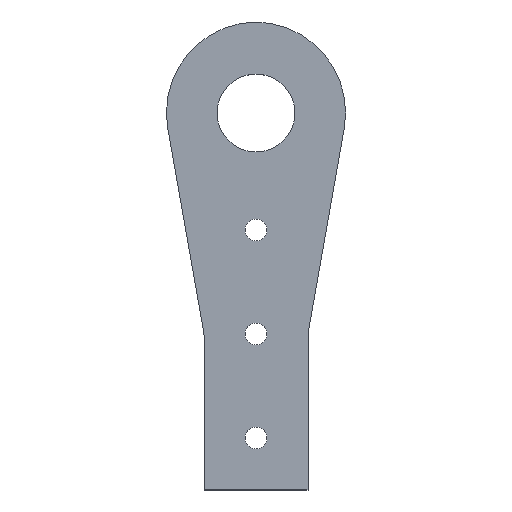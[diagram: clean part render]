
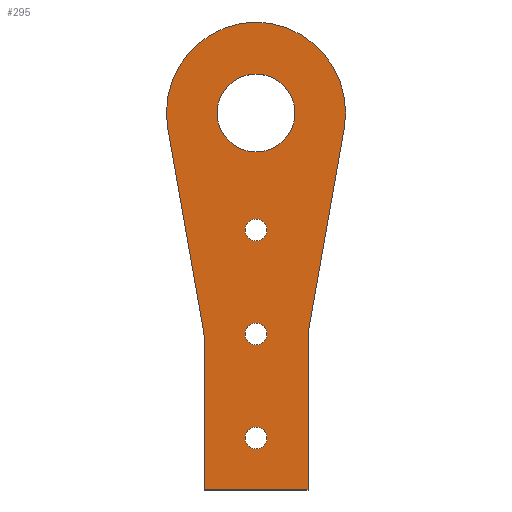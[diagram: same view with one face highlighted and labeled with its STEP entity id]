
A CAD part, top view. The second image highlights one B-rep face of the part: STEP entity #295.
In plain terms, the highlighted planar face has unit normal (0, 0, 1).
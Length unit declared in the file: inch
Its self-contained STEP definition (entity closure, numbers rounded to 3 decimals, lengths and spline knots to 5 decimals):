
#19=FACE_BOUND('',#64,.T.);
#20=FACE_BOUND('',#65,.T.);
#21=FACE_BOUND('',#66,.T.);
#22=FACE_BOUND('',#67,.T.);
#29=PLANE('',#348);
#44=FACE_OUTER_BOUND('',#63,.T.);
#63=EDGE_LOOP('',(#260,#261,#262,#263,#264,#265,#266,#267,#268));
#64=EDGE_LOOP('',(#269));
#65=EDGE_LOOP('',(#270));
#66=EDGE_LOOP('',(#271));
#67=EDGE_LOOP('',(#272));
#72=LINE('',#451,#95);
#77=LINE('',#466,#100);
#83=LINE('',#493,#106);
#88=LINE('',#512,#111);
#90=LINE('',#515,#113);
#95=VECTOR('',#363,0.3937);
#100=VECTOR('',#376,0.3937);
#106=VECTOR('',#406,0.3937);
#111=VECTOR('',#429,0.3937);
#113=VECTOR('',#433,0.3937);
#115=CIRCLE('',#320,0.125);
#117=CIRCLE('',#324,0.125);
#119=CIRCLE('',#328,0.875);
#125=CIRCLE('',#336,0.875);
#126=CIRCLE('',#339,0.10474);
#127=CIRCLE('',#341,0.1045);
#128=CIRCLE('',#343,0.1045);
#129=CIRCLE('',#345,0.37402);
#132=VERTEX_POINT('',#441);
#133=VERTEX_POINT('',#443);
#135=VERTEX_POINT('',#449);
#138=VERTEX_POINT('',#456);
#139=VERTEX_POINT('',#458);
#141=VERTEX_POINT('',#464);
#144=VERTEX_POINT('',#471);
#145=VERTEX_POINT('',#473);
#151=VERTEX_POINT('',#495);
#152=VERTEX_POINT('',#499);
#153=VERTEX_POINT('',#503);
#154=VERTEX_POINT('',#507);
#155=VERTEX_POINT('',#511);
#158=EDGE_CURVE('',#132,#133,#115,.T.);
#162=EDGE_CURVE('',#132,#135,#72,.T.);
#165=EDGE_CURVE('',#138,#139,#117,.T.);
#169=EDGE_CURVE('',#138,#141,#77,.T.);
#172=EDGE_CURVE('',#144,#145,#119,.T.);
#182=EDGE_CURVE('',#145,#141,#125,.T.);
#183=EDGE_CURVE('',#144,#133,#83,.T.);
#184=EDGE_CURVE('',#151,#151,#126,.T.);
#186=EDGE_CURVE('',#152,#152,#127,.T.);
#188=EDGE_CURVE('',#153,#153,#128,.T.);
#190=EDGE_CURVE('',#154,#154,#129,.T.);
#192=EDGE_CURVE('',#155,#139,#88,.T.);
#194=EDGE_CURVE('',#135,#155,#90,.T.);
#260=ORIENTED_EDGE('',*,*,#172,.F.);
#261=ORIENTED_EDGE('',*,*,#183,.T.);
#262=ORIENTED_EDGE('',*,*,#158,.F.);
#263=ORIENTED_EDGE('',*,*,#162,.T.);
#264=ORIENTED_EDGE('',*,*,#194,.T.);
#265=ORIENTED_EDGE('',*,*,#192,.T.);
#266=ORIENTED_EDGE('',*,*,#165,.F.);
#267=ORIENTED_EDGE('',*,*,#169,.T.);
#268=ORIENTED_EDGE('',*,*,#182,.F.);
#269=ORIENTED_EDGE('',*,*,#190,.T.);
#270=ORIENTED_EDGE('',*,*,#188,.T.);
#271=ORIENTED_EDGE('',*,*,#186,.T.);
#272=ORIENTED_EDGE('',*,*,#184,.T.);
#295=ADVANCED_FACE('',(#44,#19,#20,#21,#22),#29,.T.);
#320=AXIS2_PLACEMENT_3D('',#444,#356,#357);
#324=AXIS2_PLACEMENT_3D('',#459,#369,#370);
#328=AXIS2_PLACEMENT_3D('',#474,#382,#383);
#336=AXIS2_PLACEMENT_3D('',#491,#402,#403);
#339=AXIS2_PLACEMENT_3D('',#496,#409,#410);
#341=AXIS2_PLACEMENT_3D('',#500,#414,#415);
#343=AXIS2_PLACEMENT_3D('',#504,#419,#420);
#345=AXIS2_PLACEMENT_3D('',#508,#424,#425);
#348=AXIS2_PLACEMENT_3D('',#516,#434,#435);
#356=DIRECTION('center_axis',(0.,0.,1.));
#357=DIRECTION('ref_axis',(0.996,0.087,0.));
#363=DIRECTION('',(0.,-1.,0.));
#369=DIRECTION('center_axis',(0.,0.,1.));
#370=DIRECTION('ref_axis',(-0.996,0.087,0.));
#376=DIRECTION('',(0.174,0.985,0.));
#382=DIRECTION('center_axis',(0.,0.,-1.));
#383=DIRECTION('ref_axis',(-0.031,1.,0.));
#402=DIRECTION('center_axis',(0.,0.,-1.));
#403=DIRECTION('ref_axis',(0.985,-0.174,0.));
#406=DIRECTION('',(0.174,-0.985,0.));
#409=DIRECTION('center_axis',(0.,0.,-1.));
#410=DIRECTION('ref_axis',(-1.,0.,0.));
#414=DIRECTION('center_axis',(0.,0.,-1.));
#415=DIRECTION('ref_axis',(-1.,0.,0.));
#419=DIRECTION('center_axis',(0.,0.,-1.));
#420=DIRECTION('ref_axis',(-1.,0.,0.));
#424=DIRECTION('center_axis',(0.,0.,-1.));
#425=DIRECTION('ref_axis',(-1.,0.,0.));
#429=DIRECTION('',(0.,1.,0.));
#433=DIRECTION('',(1.,0.,0.));
#434=DIRECTION('center_axis',(0.,0.,1.));
#435=DIRECTION('ref_axis',(1.,0.,0.));
#441=CARTESIAN_POINT('',(0.375,-0.01094,0.13));
#443=CARTESIAN_POINT('',(0.3731,0.01078,0.13));
#444=CARTESIAN_POINT('Origin',(0.25,-0.01094,0.13));
#449=CARTESIAN_POINT('',(0.375,-1.5,0.13));
#451=CARTESIAN_POINT('',(0.375,0.,0.13));
#456=CARTESIAN_POINT('',(1.3769,0.01078,0.13));
#458=CARTESIAN_POINT('',(1.375,-0.01094,0.13));
#459=CARTESIAN_POINT('Origin',(1.5,-0.01094,0.13));
#464=CARTESIAN_POINT('',(1.72317,1.97294,0.13));
#466=CARTESIAN_POINT('',(1.375,0.,0.13));
#471=CARTESIAN_POINT('',(0.02676,1.97335,0.13));
#473=CARTESIAN_POINT('',(0.86148,3.,0.13));
#474=CARTESIAN_POINT('Origin',(0.88845,2.12542,0.13));
#491=CARTESIAN_POINT('Origin',(0.86148,2.125,0.13));
#493=CARTESIAN_POINT('',(0.,2.125,0.13));
#495=CARTESIAN_POINT('',(0.97974,-1.,0.13));
#496=CARTESIAN_POINT('Origin',(0.875,-1.,0.13));
#499=CARTESIAN_POINT('',(0.9795,1.,0.13));
#500=CARTESIAN_POINT('Origin',(0.875,1.,0.13));
#503=CARTESIAN_POINT('',(0.9795,0.,0.13));
#504=CARTESIAN_POINT('Origin',(0.875,0.,0.13));
#507=CARTESIAN_POINT('',(1.24902,2.125,0.13));
#508=CARTESIAN_POINT('Origin',(0.875,2.125,0.13));
#511=CARTESIAN_POINT('',(1.375,-1.5,0.13));
#512=CARTESIAN_POINT('',(1.375,-1.5,0.13));
#515=CARTESIAN_POINT('',(0.375,-1.5,0.13));
#516=CARTESIAN_POINT('Origin',(0.875,1.5,0.13));
